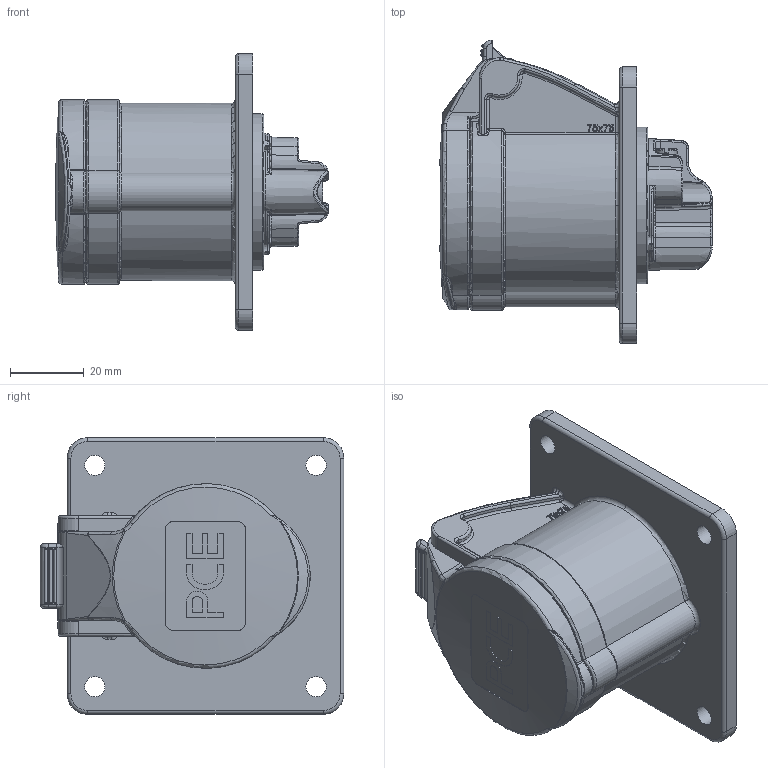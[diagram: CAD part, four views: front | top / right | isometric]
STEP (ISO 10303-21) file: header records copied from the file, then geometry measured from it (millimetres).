
FILE_DESCRIPTION (( 'STEP AP203' ), '1' );
FILE_NAME ('313-6f7.STEP', '2017-11-23T13:33:52', ( '' ), ( '' ), 'SwSTEP 2.0', 'SolidWorks 2016', '' );
FILE_SCHEMA (( 'CONFIG_CONTROL_DESIGN' ));
Length unit declared in the file: millimetre
Products named in the file (1): 313-6f7
Bounding box: 73.97 x 82.3 x 75 mm (x, y, z)
Volume: 142969 mm3; surface area: 28043.3 mm2
Topology: 1 solids, 2 shells, 1143 faces, 2832 edges, 1709 vertices
Faces by surface type: plane 379, bspline 332, cylinder 228, torus 112, cone 80, sphere 12
Full cylindrical faces by diameter (mm): 3.6 x4, 4 x2, 4.7 x1, 5.5 x4, 7 x2, 9 x1
Entity records: 45096 total; most frequent: CARTESIAN_POINT 21371, ORIENTED_EDGE 5488, DIRECTION 4114, EDGE_CURVE 2744, VERTEX_POINT 1685, AXIS2_PLACEMENT_3D 1588, EDGE_LOOP 1235, FACE_OUTER_BOUND 1159
